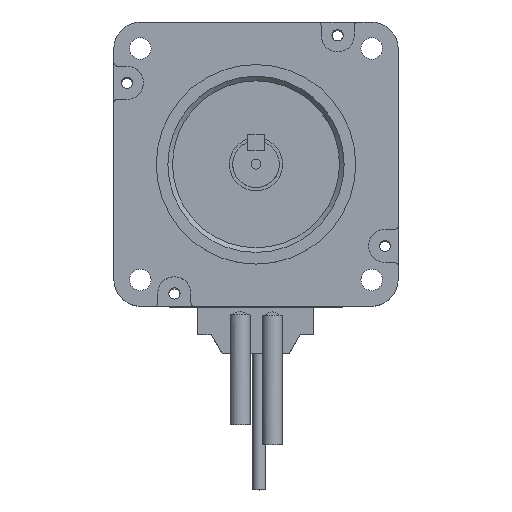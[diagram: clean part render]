
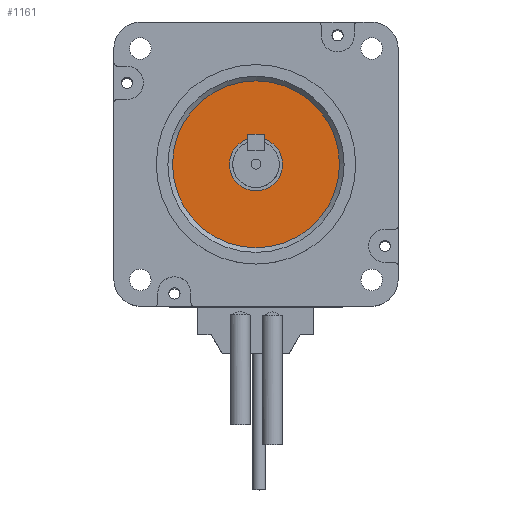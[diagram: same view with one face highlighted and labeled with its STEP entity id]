
A CAD part, top view. The second image highlights one B-rep face of the part: STEP entity #1161.
In plain terms, the highlighted planar face has unit normal (0, 0, 1).
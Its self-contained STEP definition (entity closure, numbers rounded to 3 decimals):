
#158=FACE_BOUND('',#2126,.T.);
#159=FACE_BOUND('',#2127,.T.);
#767=CIRCLE('',#7573,25.1);
#768=CIRCLE('',#7575,8.);
#1161=ADVANCED_FACE('',(#158,#159),#1485,.F.);
#1485=PLANE('',#7576);
#2126=EDGE_LOOP('',(#3215));
#2127=EDGE_LOOP('',(#3216));
#3215=ORIENTED_EDGE('',*,*,#5501,.T.);
#3216=ORIENTED_EDGE('',*,*,#5500,.T.);
#4703=VERTEX_POINT('',#11113);
#4704=VERTEX_POINT('',#11116);
#5500=EDGE_CURVE('',#4703,#4703,#767,.T.);
#5501=EDGE_CURVE('',#4704,#4704,#768,.T.);
#7573=AXIS2_PLACEMENT_3D('',#11112,#8914,#8915);
#7575=AXIS2_PLACEMENT_3D('',#11115,#8918,#8919);
#7576=AXIS2_PLACEMENT_3D('',#11117,#8920,#8921);
#8914=DIRECTION('',(0.,0.,1.));
#8915=DIRECTION('',(-1.,0.,0.));
#8918=DIRECTION('',(0.,0.,-1.));
#8919=DIRECTION('',(-1.,0.,0.));
#8920=DIRECTION('',(0.,0.,-1.));
#8921=DIRECTION('',(-1.,0.,0.));
#11112=CARTESIAN_POINT('',(0.,0.,0.1));
#11113=CARTESIAN_POINT('',(-25.1,0.,0.1));
#11115=CARTESIAN_POINT('',(0.,0.,0.1));
#11116=CARTESIAN_POINT('',(-8.,0.,0.1));
#11117=CARTESIAN_POINT('',(0.,0.,0.1));
